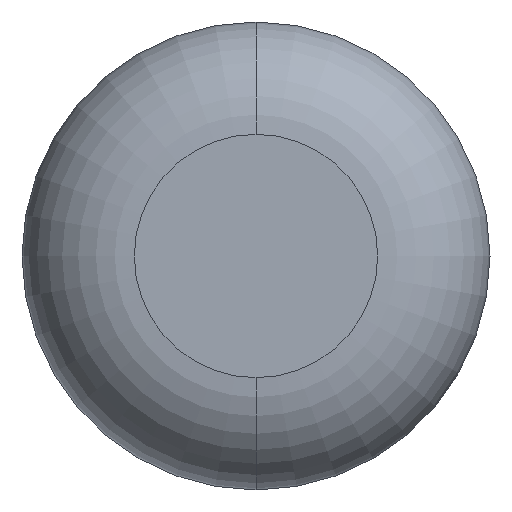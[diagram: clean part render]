
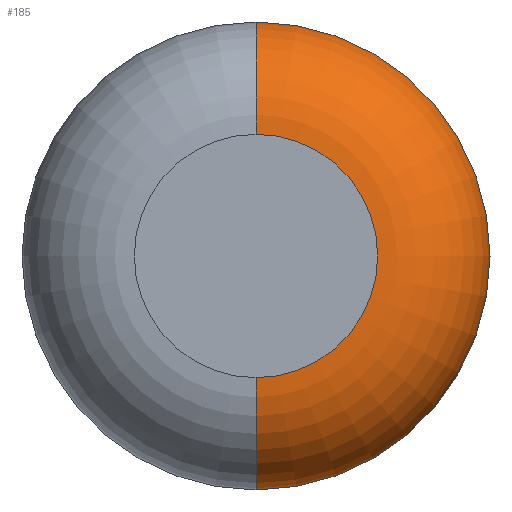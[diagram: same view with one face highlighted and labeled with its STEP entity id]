
A CAD part, front view. The second image highlights one B-rep face of the part: STEP entity #185.
In plain terms, the highlighted toroidal (fillet/blend) face has major radius 1.651 mm and minor radius 1.524 mm.
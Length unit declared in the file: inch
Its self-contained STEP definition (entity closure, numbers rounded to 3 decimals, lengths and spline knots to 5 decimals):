
#2 = CIRCLE ( 'NONE', #225, 0.06 ) ;
#9 = CARTESIAN_POINT ( 'NONE',  ( 0., 0., -0.065 ) ) ;
#21 = VERTEX_POINT ( 'NONE', #9 ) ;
#54 = CARTESIAN_POINT ( 'NONE',  ( 0., 0.06, 0.125 ) ) ;
#61 = EDGE_CURVE ( 'NONE', #117, #312, #433, .T. ) ;
#79 = FACE_OUTER_BOUND ( 'NONE', #450, .T. ) ;
#80 = DIRECTION ( 'NONE',  ( 1., 0., 0. ) ) ;
#81 = AXIS2_PLACEMENT_3D ( 'NONE', #483, #490, #247 ) ;
#90 = CIRCLE ( 'NONE', #360, 0.065 ) ;
#99 = EDGE_CURVE ( 'NONE', #117, #21, #244, .T. ) ;
#117 = VERTEX_POINT ( 'NONE', #546 ) ;
#135 = CARTESIAN_POINT ( 'NONE',  ( 0., 0.06, 0. ) ) ;
#140 = AXIS2_PLACEMENT_3D ( 'NONE', #527, #223, #382 ) ;
#159 = ORIENTED_EDGE ( 'NONE', *, *, #99, .F. ) ;
#185 = ADVANCED_FACE ( 'NONE', ( #79 ), #463, .T. ) ;
#191 = CARTESIAN_POINT ( 'NONE',  ( 0., 0., 0. ) ) ;
#223 = DIRECTION ( 'NONE',  ( -1., 0., 0. ) ) ;
#225 = AXIS2_PLACEMENT_3D ( 'NONE', #482, #80, #243 ) ;
#235 = ORIENTED_EDGE ( 'NONE', *, *, #61, .T. ) ;
#240 = EDGE_CURVE ( 'NONE', #312, #374, #2, .T. ) ;
#243 = DIRECTION ( 'NONE',  ( 0., 0., -1. ) ) ;
#244 = CIRCLE ( 'NONE', #140, 0.06 ) ;
#247 = DIRECTION ( 'NONE',  ( 0., 0., -1. ) ) ;
#296 = ORIENTED_EDGE ( 'NONE', *, *, #376, .F. ) ;
#300 = AXIS2_PLACEMENT_3D ( 'NONE', #135, #432, #498 ) ;
#311 = ORIENTED_EDGE ( 'NONE', *, *, #240, .T. ) ;
#312 = VERTEX_POINT ( 'NONE', #54 ) ;
#353 = DIRECTION ( 'NONE',  ( 0., -1., 0. ) ) ;
#360 = AXIS2_PLACEMENT_3D ( 'NONE', #191, #353, #397 ) ;
#374 = VERTEX_POINT ( 'NONE', #508 ) ;
#376 = EDGE_CURVE ( 'NONE', #21, #374, #90, .T. ) ;
#382 = DIRECTION ( 'NONE',  ( 0., 0., 1. ) ) ;
#397 = DIRECTION ( 'NONE',  ( 0., 0., -1. ) ) ;
#432 = DIRECTION ( 'NONE',  ( 0., -1., 0. ) ) ;
#433 = CIRCLE ( 'NONE', #81, 0.125 ) ;
#450 = EDGE_LOOP ( 'NONE', ( #235, #311, #296, #159 ) ) ;
#463 = TOROIDAL_SURFACE ( 'NONE', #300, 0.065, 0.06 ) ;
#482 = CARTESIAN_POINT ( 'NONE',  ( 0., 0.06, 0.065 ) ) ;
#483 = CARTESIAN_POINT ( 'NONE',  ( 0., 0.06, 0. ) ) ;
#490 = DIRECTION ( 'NONE',  ( 0., -1., 0. ) ) ;
#498 = DIRECTION ( 'NONE',  ( 0., 0., -1. ) ) ;
#508 = CARTESIAN_POINT ( 'NONE',  ( 0., 0., 0.065 ) ) ;
#527 = CARTESIAN_POINT ( 'NONE',  ( 0., 0.06, -0.065 ) ) ;
#546 = CARTESIAN_POINT ( 'NONE',  ( 0., 0.06, -0.125 ) ) ;
